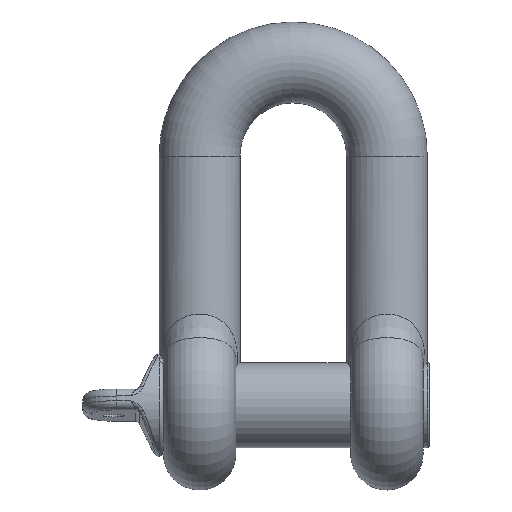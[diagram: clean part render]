
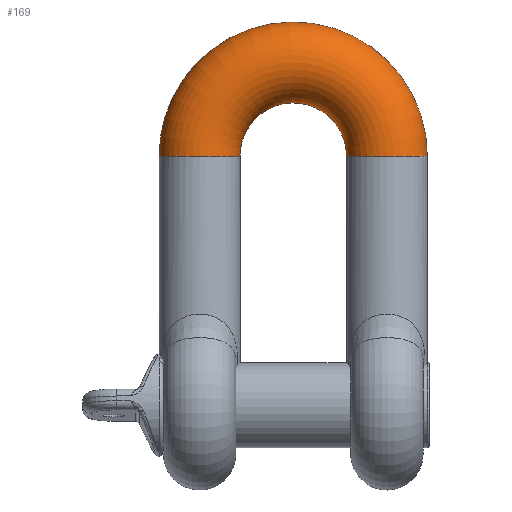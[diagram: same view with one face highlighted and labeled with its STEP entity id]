
A CAD part, top view. The second image highlights one B-rep face of the part: STEP entity #169.
In plain terms, the highlighted toroidal (fillet/blend) face has major radius 22 mm and minor radius 9.5 mm.
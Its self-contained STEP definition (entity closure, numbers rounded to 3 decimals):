
#47=TOROIDAL_SURFACE('',#792,22.,9.5);
#169=ADVANCED_FACE('',(#271,#272),#47,.T.);
#271=FACE_BOUND('',#327,.T.);
#272=FACE_BOUND('',#328,.T.);
#327=EDGE_LOOP('',(#497));
#328=EDGE_LOOP('',(#498));
#497=ORIENTED_EDGE('',*,*,#663,.T.);
#498=ORIENTED_EDGE('',*,*,#668,.F.);
#574=VERTEX_POINT('',#1561);
#579=VERTEX_POINT('',#1616);
#663=EDGE_CURVE('',#574,#574,#716,.T.);
#668=EDGE_CURVE('',#579,#579,#717,.T.);
#716=CIRCLE('',#782,9.5);
#717=CIRCLE('',#784,9.5);
#782=AXIS2_PLACEMENT_3D('',#1560,#931,#932);
#784=AXIS2_PLACEMENT_3D('',#1615,#935,#936);
#792=AXIS2_PLACEMENT_3D('',#1788,#951,#952);
#931=DIRECTION('',(0.,1.,0.));
#932=DIRECTION('',(-1.,0.,0.));
#935=DIRECTION('',(0.,-1.,0.));
#936=DIRECTION('',(1.,0.,0.));
#951=DIRECTION('',(0.,0.,1.));
#952=DIRECTION('',(1.,0.,0.));
#1560=CARTESIAN_POINT('',(22.,58.5,0.));
#1561=CARTESIAN_POINT('',(12.5,58.5,0.));
#1615=CARTESIAN_POINT('',(-22.,58.5,0.));
#1616=CARTESIAN_POINT('',(-12.5,58.5,0.));
#1788=CARTESIAN_POINT('',(0.,58.5,0.));
